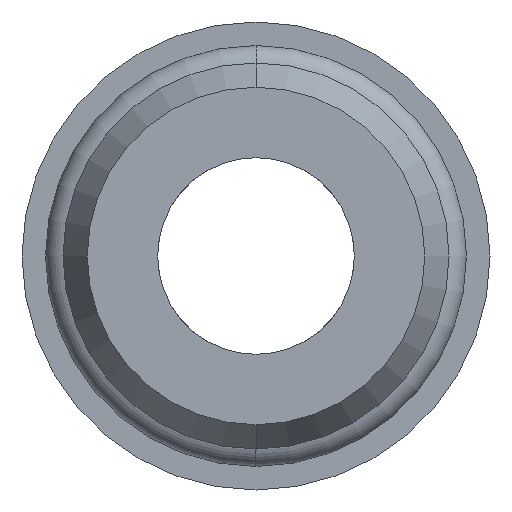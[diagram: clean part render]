
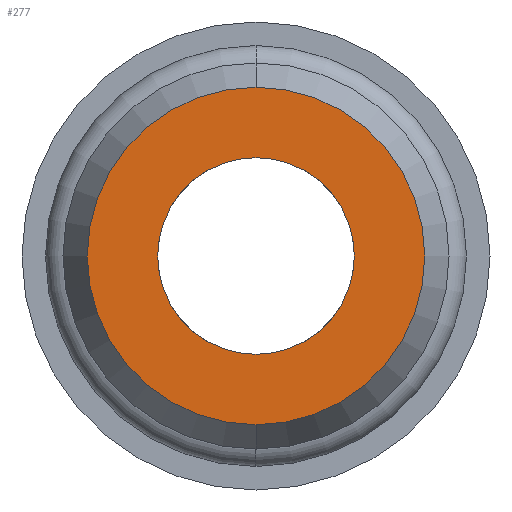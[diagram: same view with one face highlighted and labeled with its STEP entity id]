
A CAD part, front view. The second image highlights one B-rep face of the part: STEP entity #277.
In plain terms, the highlighted planar face has unit normal (0, -1, 0).
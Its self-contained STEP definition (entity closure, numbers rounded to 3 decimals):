
#248 = ORIENTED_EDGE ( 'NONE', *, *, #1597, .T. ) ;
#258 = EDGE_LOOP ( 'NONE', ( #279, #248 ) ) ;
#261 = EDGE_LOOP ( 'NONE', ( #269, #278 ) ) ;
#262 = EDGE_CURVE ( 'NONE', #1648, #1675, #625, .T. ) ;
#267 = EDGE_CURVE ( 'NONE', #1596, #1595, #680, .T. ) ;
#269 = ORIENTED_EDGE ( 'NONE', *, *, #262, .F. ) ;
#277 = ADVANCED_FACE ( 'NONE', ( #702, #711 ), #716, .T. ) ;
#278 = ORIENTED_EDGE ( 'NONE', *, *, #1647, .F. ) ;
#279 = ORIENTED_EDGE ( 'NONE', *, *, #267, .T. ) ;
#406 = DIRECTION ( 'NONE',  ( 0., 0., -1. ) ) ;
#621 = DIRECTION ( 'NONE',  ( 0., 0., -1. ) ) ;
#622 = DIRECTION ( 'NONE',  ( 0., -1., 0. ) ) ;
#623 = CARTESIAN_POINT ( 'NONE',  ( 0., 0., 0. ) ) ;
#624 = AXIS2_PLACEMENT_3D ( 'NONE', #623, #622, #621 ) ;
#625 = CIRCLE ( 'NONE', #624, 4.2 ) ;
#678 = DIRECTION ( 'NONE',  ( 0., -1., 0. ) ) ;
#679 = AXIS2_PLACEMENT_3D ( 'NONE', #682, #678, #406 ) ;
#680 = CIRCLE ( 'NONE', #679, 7.211 ) ;
#682 = CARTESIAN_POINT ( 'NONE',  ( 0., 0., 0. ) ) ;
#692 = DIRECTION ( 'NONE',  ( 0., 0., -1. ) ) ;
#702 = FACE_BOUND ( 'NONE', #261, .T. ) ;
#707 = DIRECTION ( 'NONE',  ( 0., -1., 0. ) ) ;
#708 = CARTESIAN_POINT ( 'NONE',  ( 0., 0., 0. ) ) ;
#709 = AXIS2_PLACEMENT_3D ( 'NONE', #708, #707, #692 ) ;
#711 = FACE_OUTER_BOUND ( 'NONE', #258, .T. ) ;
#716 = PLANE ( 'NONE',  #709 ) ;
#891 = AXIS2_PLACEMENT_3D ( 'NONE', #899, #934, #933 ) ;
#892 = CIRCLE ( 'NONE', #891, 4.2 ) ;
#899 = CARTESIAN_POINT ( 'NONE',  ( 0., 0., 0. ) ) ;
#932 = CARTESIAN_POINT ( 'NONE',  ( 0., 0., -4.2 ) ) ;
#933 = DIRECTION ( 'NONE',  ( 0., 0., -1. ) ) ;
#934 = DIRECTION ( 'NONE',  ( 0., -1., 0. ) ) ;
#993 = CARTESIAN_POINT ( 'NONE',  ( 0., 0., 4.2 ) ) ;
#1595 = VERTEX_POINT ( 'NONE', #2248 ) ;
#1596 = VERTEX_POINT ( 'NONE', #2247 ) ;
#1597 = EDGE_CURVE ( 'NONE', #1595, #1596, #2246, .T. ) ;
#1647 = EDGE_CURVE ( 'NONE', #1675, #1648, #892, .T. ) ;
#1648 = VERTEX_POINT ( 'NONE', #932 ) ;
#1675 = VERTEX_POINT ( 'NONE', #993 ) ;
#2246 = CIRCLE ( 'NONE', #2289, 7.211 ) ;
#2247 = CARTESIAN_POINT ( 'NONE',  ( 0., 0., 7.211 ) ) ;
#2248 = CARTESIAN_POINT ( 'NONE',  ( 0., 0., -7.211 ) ) ;
#2286 = DIRECTION ( 'NONE',  ( 0., 0., -1. ) ) ;
#2287 = DIRECTION ( 'NONE',  ( 0., -1., 0. ) ) ;
#2288 = CARTESIAN_POINT ( 'NONE',  ( 0., 0., 0. ) ) ;
#2289 = AXIS2_PLACEMENT_3D ( 'NONE', #2288, #2287, #2286 ) ;
